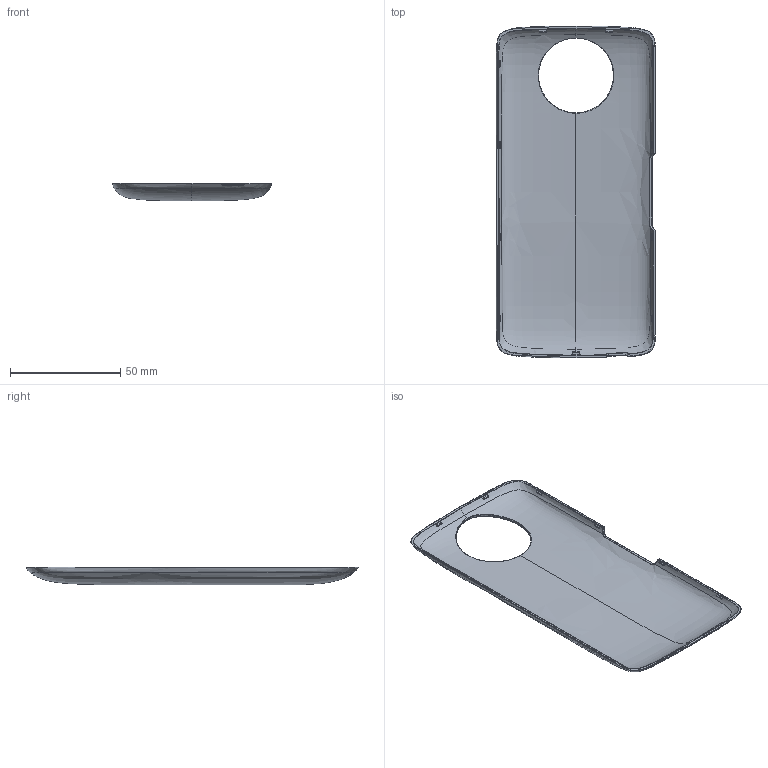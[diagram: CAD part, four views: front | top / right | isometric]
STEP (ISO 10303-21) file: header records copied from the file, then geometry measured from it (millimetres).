
FILE_DESCRIPTION((''),'2;1');
FILE_NAME('15XXXX_HDK_BACK_COVER','2016-12-05T',('e50115'),('MOTOROLA MOBILITY, Inc.'),'CREO PARAMETRIC BY PTC INC, 2015380','CREO PARAMETRIC BY PTC INC, 2015380','');
FILE_SCHEMA(('CONFIG_CONTROL_DESIGN'));
Length unit declared in the file: millimetre
Products named in the file (1): 15XXXX_HDK_BACK_COVER
Bounding box: 72.17 x 150.43 x 8.04 mm (x, y, z)
Volume: 11554.8 mm3; surface area: 21558.2 mm2
Topology: 1 solids, 1 shells, 142 faces, 338 edges, 206 vertices
Faces by surface type: plane 59, bspline 56, cylinder 17, sphere 8, extrusion 2
Entity records: 17241 total; most frequent: CARTESIAN_POINT 14472, ORIENTED_EDGE 676, DIRECTION 376, EDGE_CURVE 338, VERTEX_POINT 206, B_SPLINE_CURVE_WITH_KNOTS 183, EDGE_LOOP 152, FACE_OUTER_BOUND 142
